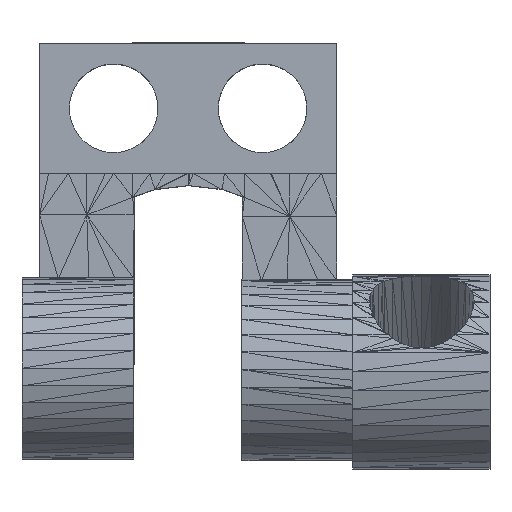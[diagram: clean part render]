
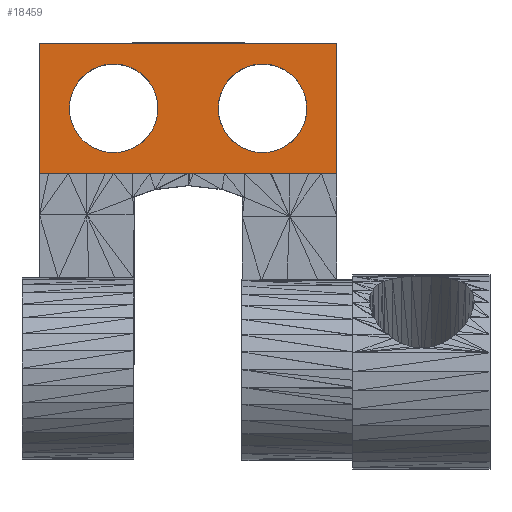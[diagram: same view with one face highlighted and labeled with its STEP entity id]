
A CAD part, top view. The second image highlights one B-rep face of the part: STEP entity #18459.
In plain terms, the highlighted planar face has unit normal (0, 0, 1).
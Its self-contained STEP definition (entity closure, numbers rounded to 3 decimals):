
#15=FACE_BOUND('',#1691,.T.);
#16=FACE_BOUND('',#1692,.T.);
#31=FACE_OUTER_BOUND('',#1690,.T.);
#1690=EDGE_LOOP('',(#11812,#11813,#11814,#11815));
#1691=EDGE_LOOP('',(#11816));
#1692=EDGE_LOOP('',(#11817));
#3361=LINE('',#27774,#5858);
#3362=LINE('',#27776,#5859);
#3363=LINE('',#27778,#5860);
#3364=LINE('',#27779,#5861);
#5858=VECTOR('',#21907,10.);
#5859=VECTOR('',#21908,10.);
#5860=VECTOR('',#21909,10.);
#5861=VECTOR('',#21910,10.);
#8343=CIRCLE('',#20141,1.5);
#8351=CIRCLE('',#20150,1.5);
#8381=VERTEX_POINT('',#27738);
#8388=VERTEX_POINT('',#27755);
#8395=VERTEX_POINT('',#27772);
#8396=VERTEX_POINT('',#27773);
#8397=VERTEX_POINT('',#27775);
#8398=VERTEX_POINT('',#27777);
#9251=EDGE_CURVE('',#8381,#8381,#8343,.T.);
#9260=EDGE_CURVE('',#8388,#8388,#8351,.T.);
#9269=EDGE_CURVE('',#8395,#8396,#3361,.T.);
#9270=EDGE_CURVE('',#8396,#8397,#3362,.T.);
#9271=EDGE_CURVE('',#8397,#8398,#3363,.T.);
#9272=EDGE_CURVE('',#8398,#8395,#3364,.T.);
#11812=ORIENTED_EDGE('',*,*,#9269,.T.);
#11813=ORIENTED_EDGE('',*,*,#9270,.T.);
#11814=ORIENTED_EDGE('',*,*,#9271,.T.);
#11815=ORIENTED_EDGE('',*,*,#9272,.T.);
#11816=ORIENTED_EDGE('',*,*,#9260,.T.);
#11817=ORIENTED_EDGE('',*,*,#9251,.T.);
#16800=PLANE('',#20158);
#18459=ADVANCED_FACE('',(#31,#15,#16),#16800,.T.);
#20141=AXIS2_PLACEMENT_3D('',#27739,#21869,#21870);
#20150=AXIS2_PLACEMENT_3D('',#27756,#21888,#21889);
#20158=AXIS2_PLACEMENT_3D('',#27771,#21905,#21906);
#21869=DIRECTION('center_axis',(0.,0.,-1.));
#21870=DIRECTION('ref_axis',(-1.,0.,0.));
#21888=DIRECTION('center_axis',(0.,0.,-1.));
#21889=DIRECTION('ref_axis',(-1.,0.,0.));
#21905=DIRECTION('center_axis',(0.,0.,1.));
#21906=DIRECTION('ref_axis',(-1.,0.,0.));
#21907=DIRECTION('',(0.,1.,0.));
#21908=DIRECTION('',(-1.,0.,0.));
#21909=DIRECTION('',(0.,-1.,0.));
#21910=DIRECTION('',(1.,0.,0.));
#27738=CARTESIAN_POINT('',(-3.543,-1.103,1.));
#27739=CARTESIAN_POINT('Origin',(-5.043,-1.103,1.));
#27755=CARTESIAN_POINT('',(1.5,-1.103,1.));
#27756=CARTESIAN_POINT('Origin',(0.,-1.103,1.));
#27771=CARTESIAN_POINT('Origin',(-2.521,-1.103,1.));
#27772=CARTESIAN_POINT('',(2.521,-3.309,1.));
#27773=CARTESIAN_POINT('',(2.521,1.103,1.));
#27774=CARTESIAN_POINT('',(2.521,-3.309,1.));
#27775=CARTESIAN_POINT('',(-7.564,1.103,1.));
#27776=CARTESIAN_POINT('',(2.521,1.103,1.));
#27777=CARTESIAN_POINT('',(-7.564,-3.309,1.));
#27778=CARTESIAN_POINT('',(-7.564,1.103,1.));
#27779=CARTESIAN_POINT('',(-7.564,-3.309,1.));
